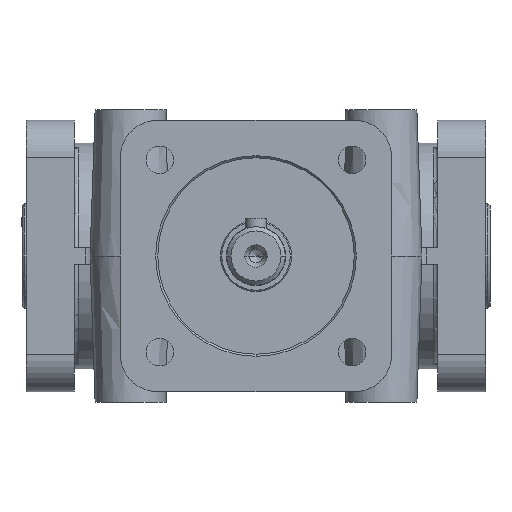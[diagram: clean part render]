
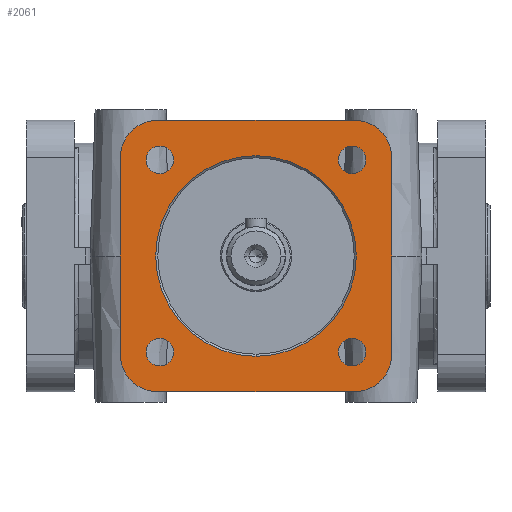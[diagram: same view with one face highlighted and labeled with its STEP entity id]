
A CAD part, front view. The second image highlights one B-rep face of the part: STEP entity #2061.
In plain terms, the highlighted planar face has unit normal (0, -1, 0).
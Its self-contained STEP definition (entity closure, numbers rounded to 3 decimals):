
#2061=ADVANCED_FACE('',(#4666,#4667,#4668,#4669,#4670,#4671),#4672,.F.);
#4666=FACE_OUTER_BOUND('',#8034,.T.);
#4667=FACE_BOUND('',#8035,.T.);
#4668=FACE_BOUND('',#8036,.T.);
#4669=FACE_BOUND('',#8037,.T.);
#4670=FACE_BOUND('',#8038,.T.);
#4671=FACE_BOUND('',#8039,.T.);
#4672=PLANE('',#8040);
#8034=EDGE_LOOP('',(#17325,#17326,#17327,#17328,#17329,#17330,#17331,#17332));
#8035=EDGE_LOOP('',(#17333,#17334));
#8036=EDGE_LOOP('',(#17335,#17336,#17337));
#8037=EDGE_LOOP('',(#17338,#17339,#17340));
#8038=EDGE_LOOP('',(#17341,#17342,#17343));
#8039=EDGE_LOOP('',(#17344,#17345,#17346));
#8040=AXIS2_PLACEMENT_3D('',#17347,#17348,#17349);
#17325=ORIENTED_EDGE('',*,*,#27003,.T.);
#17326=ORIENTED_EDGE('',*,*,#27925,.T.);
#17327=ORIENTED_EDGE('',*,*,#27926,.T.);
#17328=ORIENTED_EDGE('',*,*,#27764,.T.);
#17329=ORIENTED_EDGE('',*,*,#27529,.T.);
#17330=ORIENTED_EDGE('',*,*,#26090,.T.);
#17331=ORIENTED_EDGE('',*,*,#27927,.T.);
#17332=ORIENTED_EDGE('',*,*,#27928,.T.);
#17333=ORIENTED_EDGE('',*,*,#27929,.T.);
#17334=ORIENTED_EDGE('',*,*,#25704,.T.);
#17335=ORIENTED_EDGE('',*,*,#26813,.F.);
#17336=ORIENTED_EDGE('',*,*,#26812,.F.);
#17337=ORIENTED_EDGE('',*,*,#27930,.F.);
#17338=ORIENTED_EDGE('',*,*,#27850,.F.);
#17339=ORIENTED_EDGE('',*,*,#27849,.F.);
#17340=ORIENTED_EDGE('',*,*,#27646,.F.);
#17341=ORIENTED_EDGE('',*,*,#27931,.F.);
#17342=ORIENTED_EDGE('',*,*,#27932,.F.);
#17343=ORIENTED_EDGE('',*,*,#27933,.F.);
#17344=ORIENTED_EDGE('',*,*,#27934,.F.);
#17345=ORIENTED_EDGE('',*,*,#27935,.F.);
#17346=ORIENTED_EDGE('',*,*,#25923,.F.);
#17347=CARTESIAN_POINT('',(0.0,-90.0,0.0));
#17348=DIRECTION('',(0.0,1.0,0.0));
#17349=DIRECTION('',(1.0,0.0,-0.0));
#25704=EDGE_CURVE('',#29781,#29786,#29788,.T.);
#25923=EDGE_CURVE('',#30169,#30165,#30171,.T.);
#26090=EDGE_CURVE('',#30465,#30463,#30466,.T.);
#26812=EDGE_CURVE('',#31655,#31657,#31658,.T.);
#26813=EDGE_CURVE('',#31657,#31659,#31660,.T.);
#27003=EDGE_CURVE('',#31968,#31969,#31970,.T.);
#27529=EDGE_CURVE('',#32791,#30465,#32792,.T.);
#27646=EDGE_CURVE('',#32962,#32960,#32964,.T.);
#27764=EDGE_CURVE('',#33140,#32791,#33141,.T.);
#27849=EDGE_CURVE('',#32960,#33267,#33268,.T.);
#27850=EDGE_CURVE('',#33267,#32962,#33269,.T.);
#27925=EDGE_CURVE('',#31969,#33377,#33378,.T.);
#27926=EDGE_CURVE('',#33377,#33140,#33379,.T.);
#27927=EDGE_CURVE('',#30463,#33380,#33381,.T.);
#27928=EDGE_CURVE('',#33380,#31968,#33382,.T.);
#27929=EDGE_CURVE('',#29786,#29781,#33383,.T.);
#27930=EDGE_CURVE('',#31659,#31655,#33384,.T.);
#27931=EDGE_CURVE('',#33385,#33386,#33387,.T.);
#27932=EDGE_CURVE('',#33388,#33385,#33389,.T.);
#27933=EDGE_CURVE('',#33386,#33388,#33390,.T.);
#27934=EDGE_CURVE('',#33391,#30169,#33392,.T.);
#27935=EDGE_CURVE('',#30165,#33391,#33393,.T.);
#29781=VERTEX_POINT('',#36919);
#29786=VERTEX_POINT('',#36925);
#29788=CIRCLE('',#36928,24.0);
#30165=VERTEX_POINT('',#37942);
#30169=VERTEX_POINT('',#37947);
#30171=CIRCLE('',#37950,3.324);
#30463=VERTEX_POINT('',#39010);
#30465=VERTEX_POINT('',#39013);
#30466=LINE('',#39014,#39015);
#31655=VERTEX_POINT('',#43267);
#31657=VERTEX_POINT('',#43270);
#31658=CIRCLE('',#43271,3.324);
#31659=VERTEX_POINT('',#43272);
#31660=CIRCLE('',#43273,3.324);
#31968=VERTEX_POINT('',#44211);
#31969=VERTEX_POINT('',#44212);
#31970=CIRCLE('',#44213,9.0);
#32791=VERTEX_POINT('',#46896);
#32792=CIRCLE('',#46897,9.0);
#32960=VERTEX_POINT('',#47719);
#32962=VERTEX_POINT('',#47722);
#32964=CIRCLE('',#47725,3.324);
#33140=VERTEX_POINT('',#48359);
#33141=LINE('',#48360,#48361);
#33267=VERTEX_POINT('',#48781);
#33268=CIRCLE('',#48782,3.324);
#33269=CIRCLE('',#48783,3.324);
#33377=VERTEX_POINT('',#49001);
#33378=LINE('',#49002,#49003);
#33379=CIRCLE('',#49004,9.0);
#33380=VERTEX_POINT('',#49005);
#33381=CIRCLE('',#49006,9.0);
#33382=LINE('',#49007,#49008);
#33383=CIRCLE('',#49009,24.0);
#33384=CIRCLE('',#49010,3.324);
#33385=VERTEX_POINT('',#49011);
#33386=VERTEX_POINT('',#49012);
#33387=CIRCLE('',#49013,3.324);
#33388=VERTEX_POINT('',#49014);
#33389=CIRCLE('',#49015,3.324);
#33390=CIRCLE('',#49016,3.324);
#33391=VERTEX_POINT('',#49017);
#33392=CIRCLE('',#49018,3.324);
#33393=CIRCLE('',#49019,3.324);
#36919=CARTESIAN_POINT('',(0.,-90.0,-24.0));
#36925=CARTESIAN_POINT('',(0.,-90.0,24.0));
#36928=AXIS2_PLACEMENT_3D('',#56992,#56993,#56994);
#37942=CARTESIAN_POINT('',(-23.0,-90.0,19.677));
#37947=CARTESIAN_POINT('',(-23.0,-90.0,26.324));
#37950=AXIS2_PLACEMENT_3D('',#57174,#57175,#57176);
#39010=CARTESIAN_POINT('',(-23.5,-90.0,32.5));
#39013=CARTESIAN_POINT('',(23.5,-90.0,32.5));
#39014=CARTESIAN_POINT('',(23.5,-90.0,32.5));
#39015=VECTOR('',#57302,1000.0);
#43267=CARTESIAN_POINT('',(23.0,-90.0,19.677));
#43270=CARTESIAN_POINT('',(26.324,-90.0,23.0));
#43271=AXIS2_PLACEMENT_3D('',#57867,#57868,#57869);
#43272=CARTESIAN_POINT('',(23.0,-90.0,26.324));
#43273=AXIS2_PLACEMENT_3D('',#57870,#57871,#57872);
#44211=CARTESIAN_POINT('',(-32.5,-90.0,-23.5));
#44212=CARTESIAN_POINT('',(-23.5,-90.0,-32.5));
#44213=AXIS2_PLACEMENT_3D('',#58033,#58034,#58035);
#46896=CARTESIAN_POINT('',(32.5,-90.0,23.5));
#46897=AXIS2_PLACEMENT_3D('',#58490,#58491,#58492);
#47719=CARTESIAN_POINT('',(23.0,-90.0,-26.324));
#47722=CARTESIAN_POINT('',(23.0,-90.0,-19.677));
#47725=AXIS2_PLACEMENT_3D('',#58549,#58550,#58551);
#48359=CARTESIAN_POINT('',(32.5,-90.0,-23.5));
#48360=CARTESIAN_POINT('',(32.5,-90.0,-23.5));
#48361=VECTOR('',#58651,1000.0);
#48781=CARTESIAN_POINT('',(26.324,-90.0,-23.0));
#48782=AXIS2_PLACEMENT_3D('',#58707,#58708,#58709);
#48783=AXIS2_PLACEMENT_3D('',#58710,#58711,#58712);
#49001=CARTESIAN_POINT('',(23.5,-90.0,-32.5));
#49002=CARTESIAN_POINT('',(-23.5,-90.0,-32.5));
#49003=VECTOR('',#58801,1000.0);
#49004=AXIS2_PLACEMENT_3D('',#58802,#58803,#58804);
#49005=CARTESIAN_POINT('',(-32.5,-90.0,23.5));
#49006=AXIS2_PLACEMENT_3D('',#58805,#58806,#58807);
#49007=CARTESIAN_POINT('',(-32.5,-90.0,23.5));
#49008=VECTOR('',#58808,1000.0);
#49009=AXIS2_PLACEMENT_3D('',#58809,#58810,#58811);
#49010=AXIS2_PLACEMENT_3D('',#58812,#58813,#58814);
#49011=CARTESIAN_POINT('',(-19.677,-90.0,-23.0));
#49012=CARTESIAN_POINT('',(-23.0,-90.0,-19.677));
#49013=AXIS2_PLACEMENT_3D('',#58815,#58816,#58817);
#49014=CARTESIAN_POINT('',(-23.0,-90.0,-26.324));
#49015=AXIS2_PLACEMENT_3D('',#58818,#58819,#58820);
#49016=AXIS2_PLACEMENT_3D('',#58821,#58822,#58823);
#49017=CARTESIAN_POINT('',(-19.677,-90.0,23.0));
#49018=AXIS2_PLACEMENT_3D('',#58824,#58825,#58826);
#49019=AXIS2_PLACEMENT_3D('',#58827,#58828,#58829);
#56992=CARTESIAN_POINT('',(0.,-90.0,0.0));
#56993=DIRECTION('',(0.0,1.0,0.0));
#56994=DIRECTION('',(0.0,0.0,1.0));
#57174=CARTESIAN_POINT('',(-23.0,-90.0,23.0));
#57175=DIRECTION('',(0.0,-1.0,0.0));
#57176=DIRECTION('',(1.0,0.0,0.0));
#57302=DIRECTION('',(-1.0,0.0,0.0));
#57867=CARTESIAN_POINT('',(23.0,-90.0,23.0));
#57868=DIRECTION('',(0.0,-1.0,0.0));
#57869=DIRECTION('',(1.0,0.0,0.0));
#57870=CARTESIAN_POINT('',(23.0,-90.0,23.0));
#57871=DIRECTION('',(0.0,-1.0,0.0));
#57872=DIRECTION('',(1.0,0.0,0.0));
#58033=CARTESIAN_POINT('',(-23.5,-90.0,-23.5));
#58034=DIRECTION('',(0.0,-1.0,0.0));
#58035=DIRECTION('',(1.0,0.0,0.0));
#58490=CARTESIAN_POINT('',(23.5,-90.0,23.5));
#58491=DIRECTION('',(0.0,-1.0,0.0));
#58492=DIRECTION('',(1.0,0.0,0.0));
#58549=CARTESIAN_POINT('',(23.0,-90.0,-23.0));
#58550=DIRECTION('',(0.0,-1.0,0.0));
#58551=DIRECTION('',(1.0,0.0,0.0));
#58651=DIRECTION('',(0.0,0.0,1.0));
#58707=CARTESIAN_POINT('',(23.0,-90.0,-23.0));
#58708=DIRECTION('',(0.0,-1.0,0.0));
#58709=DIRECTION('',(1.0,0.0,0.0));
#58710=CARTESIAN_POINT('',(23.0,-90.0,-23.0));
#58711=DIRECTION('',(0.0,-1.0,0.0));
#58712=DIRECTION('',(1.0,0.0,0.0));
#58801=DIRECTION('',(1.0,0.0,0.0));
#58802=CARTESIAN_POINT('',(23.5,-90.0,-23.5));
#58803=DIRECTION('',(0.0,-1.0,0.0));
#58804=DIRECTION('',(-1.0,0.0,0.0));
#58805=CARTESIAN_POINT('',(-23.5,-90.0,23.5));
#58806=DIRECTION('',(0.0,-1.0,0.0));
#58807=DIRECTION('',(1.0,0.0,0.0));
#58808=DIRECTION('',(0.0,0.0,-1.0));
#58809=CARTESIAN_POINT('',(0.,-90.0,0.0));
#58810=DIRECTION('',(0.0,1.0,0.0));
#58811=DIRECTION('',(0.0,0.0,1.0));
#58812=CARTESIAN_POINT('',(23.0,-90.0,23.0));
#58813=DIRECTION('',(0.0,-1.0,0.0));
#58814=DIRECTION('',(1.0,0.0,0.0));
#58815=CARTESIAN_POINT('',(-23.0,-90.0,-23.0));
#58816=DIRECTION('',(0.0,-1.0,0.0));
#58817=DIRECTION('',(1.0,0.0,0.0));
#58818=CARTESIAN_POINT('',(-23.0,-90.0,-23.0));
#58819=DIRECTION('',(0.0,-1.0,0.0));
#58820=DIRECTION('',(1.0,0.0,0.0));
#58821=CARTESIAN_POINT('',(-23.0,-90.0,-23.0));
#58822=DIRECTION('',(0.0,-1.0,0.0));
#58823=DIRECTION('',(1.0,0.0,0.0));
#58824=CARTESIAN_POINT('',(-23.0,-90.0,23.0));
#58825=DIRECTION('',(0.0,-1.0,0.0));
#58826=DIRECTION('',(1.0,0.0,0.0));
#58827=CARTESIAN_POINT('',(-23.0,-90.0,23.0));
#58828=DIRECTION('',(0.0,-1.0,0.0));
#58829=DIRECTION('',(1.0,0.0,0.0));
